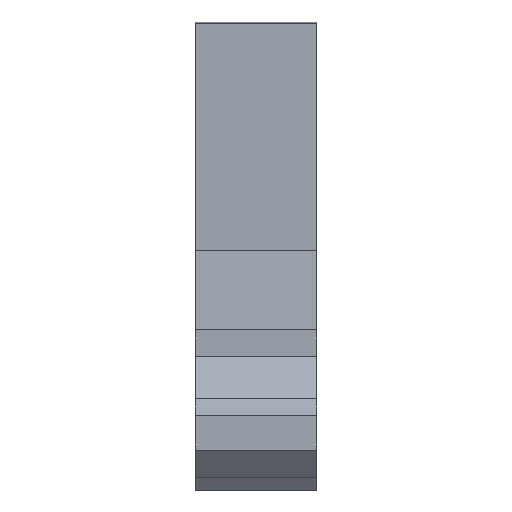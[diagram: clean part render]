
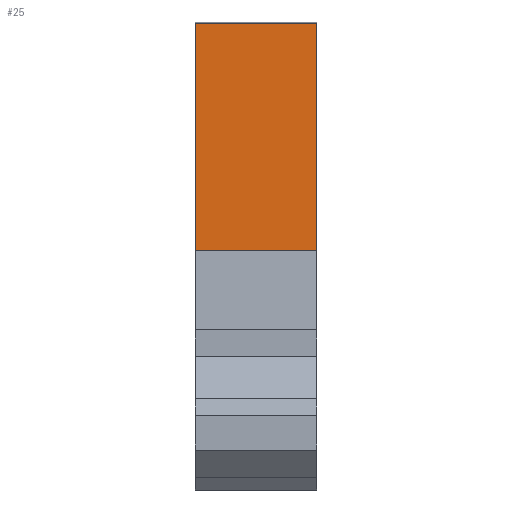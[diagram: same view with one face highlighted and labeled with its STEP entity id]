
A CAD part, top view. The second image highlights one B-rep face of the part: STEP entity #25.
In plain terms, the highlighted free-form (B-spline) face has degree [1, 1] with [2, 2] control points.
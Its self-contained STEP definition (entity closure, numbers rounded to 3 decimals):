
#25=ADVANCED_FACE('',(#45),#553,.T.);
#45=FACE_OUTER_BOUND('',#65,.T.);
#65=EDGE_LOOP('',(#100,#101,#102,#103));
#100=ORIENTED_EDGE('',*,*,#474,.T.);
#101=ORIENTED_EDGE('',*,*,#475,.T.);
#102=ORIENTED_EDGE('',*,*,#476,.T.);
#103=ORIENTED_EDGE('',*,*,#472,.F.);
#205=PCURVE('',#552,#313);
#208=PCURVE('',#553,#316);
#209=PCURVE('',#553,#317);
#210=PCURVE('',#553,#318);
#211=PCURVE('',#553,#319);
#215=PCURVE('',#554,#323);
#265=PCURVE('',#566,#373);
#290=PCURVE('',#567,#398);
#313=DEFINITIONAL_REPRESENTATION('',(#625),#1314);
#316=DEFINITIONAL_REPRESENTATION('',(#630),#1314);
#317=DEFINITIONAL_REPRESENTATION('',(#632),#1314);
#318=DEFINITIONAL_REPRESENTATION('',(#634),#1314);
#319=DEFINITIONAL_REPRESENTATION('',(#635),#1314);
#323=DEFINITIONAL_REPRESENTATION('',(#642),#1314);
#373=DEFINITIONAL_REPRESENTATION('',(#724),#1314);
#398=DEFINITIONAL_REPRESENTATION('',(#749),#1314);
#418=SURFACE_CURVE('',#624,(#205,#211),.PCURVE_S1.);
#420=SURFACE_CURVE('',#629,(#208,#290),.PCURVE_S1.);
#421=SURFACE_CURVE('',#631,(#209,#215),.PCURVE_S1.);
#422=SURFACE_CURVE('',#633,(#210,#265),.PCURVE_S1.);
#472=EDGE_CURVE('',#522,#523,#418,.T.);
#474=EDGE_CURVE('',#522,#524,#420,.T.);
#475=EDGE_CURVE('',#524,#525,#421,.T.);
#476=EDGE_CURVE('',#525,#523,#422,.T.);
#522=VERTEX_POINT('',#898);
#523=VERTEX_POINT('',#899);
#524=VERTEX_POINT('',#900);
#525=VERTEX_POINT('',#901);
#552=B_SPLINE_SURFACE_WITH_KNOTS('',1,1,((#824,#825),(#826,#827)),
 .UNSPECIFIED.,.F.,.F.,.F.,(2,2),(2,2),(11.431,29.623),
(-31.9,2.9),.UNSPECIFIED.);
#553=B_SPLINE_SURFACE_WITH_KNOTS('',1,1,((#828,#829),(#830,#831)),
 .UNSPECIFIED.,.F.,.F.,.F.,(2,2),(2,2),(-31.9,2.9),(18.757,
83.8),.UNSPECIFIED.);
#554=B_SPLINE_SURFACE_WITH_KNOTS('',1,1,((#832,#833),(#834,#835)),
 .UNSPECIFIED.,.F.,.F.,.F.,(2,2),(2,2),(-24.38,-1.649),
(-31.9,2.9),.UNSPECIFIED.);
#566=B_SPLINE_SURFACE_WITH_KNOTS('',1,1,((#880,#881),(#882,#883)),
 .UNSPECIFIED.,.F.,.F.,.F.,(2,2),(2,2),(-53.303,100.873),
(-44.025,90.005),.UNSPECIFIED.);
#567=B_SPLINE_SURFACE_WITH_KNOTS('',1,1,((#884,#885),(#886,#887)),
 .UNSPECIFIED.,.F.,.F.,.F.,(2,2),(2,2),(-44.025,90.005),
(-53.303,100.873),.UNSPECIFIED.);
#624=B_SPLINE_CURVE_WITH_KNOTS('',1,(#1004,#1005),.UNSPECIFIED.,.F.,.F.,
(2,2),(0.,29.),.UNSPECIFIED.);
#625=B_SPLINE_CURVE_WITH_KNOTS('',1,(#1006,#1007),.UNSPECIFIED.,.F.,.F.,
(2,2),(0.,29.),.UNSPECIFIED.);
#629=B_SPLINE_CURVE_WITH_KNOTS('',1,(#1014,#1015),.UNSPECIFIED.,.F.,.F.,
(2,2),(0.,54.202),.UNSPECIFIED.);
#630=B_SPLINE_CURVE_WITH_KNOTS('',1,(#1016,#1017),.UNSPECIFIED.,.F.,.F.,
(2,2),(0.,54.202),.UNSPECIFIED.);
#631=B_SPLINE_CURVE_WITH_KNOTS('',1,(#1018,#1019),.UNSPECIFIED.,.F.,.F.,
(2,2),(0.,29.),.UNSPECIFIED.);
#632=B_SPLINE_CURVE_WITH_KNOTS('',1,(#1020,#1021),.UNSPECIFIED.,.F.,.F.,
(2,2),(0.,29.),.UNSPECIFIED.);
#633=B_SPLINE_CURVE_WITH_KNOTS('',1,(#1022,#1023),.UNSPECIFIED.,.F.,.F.,
(2,2),(0.,54.202),.UNSPECIFIED.);
#634=B_SPLINE_CURVE_WITH_KNOTS('',1,(#1024,#1025),.UNSPECIFIED.,.F.,.F.,
(2,2),(0.,54.202),.UNSPECIFIED.);
#635=B_SPLINE_CURVE_WITH_KNOTS('',1,(#1026,#1027),.UNSPECIFIED.,.F.,.F.,
(2,2),(0.,29.),.UNSPECIFIED.);
#642=B_SPLINE_CURVE_WITH_KNOTS('',1,(#1040,#1041),.UNSPECIFIED.,.F.,.F.,
(2,2),(0.,29.),.UNSPECIFIED.);
#724=B_SPLINE_CURVE_WITH_KNOTS('',1,(#1227,#1228),.UNSPECIFIED.,.F.,.F.,
(2,2),(0.,54.202),.UNSPECIFIED.);
#749=B_SPLINE_CURVE_WITH_KNOTS('',1,(#1277,#1278),.UNSPECIFIED.,.F.,.F.,
(2,2),(0.,54.202),.UNSPECIFIED.);
#824=CARTESIAN_POINT('',(-2.9,77.172,5.859));
#825=CARTESIAN_POINT('',(31.9,77.172,5.859));
#826=CARTESIAN_POINT('',(-2.9,78.489,24.003));
#827=CARTESIAN_POINT('',(31.9,78.489,24.003));
#828=CARTESIAN_POINT('',(-2.9,18.757,22.491));
#829=CARTESIAN_POINT('',(-2.9,83.8,22.491));
#830=CARTESIAN_POINT('',(31.9,18.757,22.491));
#831=CARTESIAN_POINT('',(31.9,83.8,22.491));
#832=CARTESIAN_POINT('',(-2.9,26.067,22.353));
#833=CARTESIAN_POINT('',(31.9,26.067,22.353));
#834=CARTESIAN_POINT('',(-2.9,3.396,23.999));
#835=CARTESIAN_POINT('',(31.9,3.396,23.999));
#880=CARTESIAN_POINT('',(29.,-44.025,53.303));
#881=CARTESIAN_POINT('',(29.,90.005,53.303));
#882=CARTESIAN_POINT('',(29.,-44.025,-100.873));
#883=CARTESIAN_POINT('',(29.,90.005,-100.873));
#884=CARTESIAN_POINT('',(0.,-44.025,53.303));
#885=CARTESIAN_POINT('',(0.,-44.025,-100.873));
#886=CARTESIAN_POINT('',(0.,90.005,53.303));
#887=CARTESIAN_POINT('',(0.,90.005,-100.873));
#898=CARTESIAN_POINT('',(0.,78.379,22.491));
#899=CARTESIAN_POINT('',(29.,78.379,22.491));
#900=CARTESIAN_POINT('',(0.,24.177,22.491));
#901=CARTESIAN_POINT('',(29.,24.177,22.491));
#1004=CARTESIAN_POINT('',(0.,78.379,22.491));
#1005=CARTESIAN_POINT('',(29.,78.379,22.491));
#1006=CARTESIAN_POINT('',(28.107,-29.));
#1007=CARTESIAN_POINT('',(28.107,0.));
#1014=CARTESIAN_POINT('',(0.,78.379,22.491));
#1015=CARTESIAN_POINT('',(0.,24.177,22.491));
#1016=CARTESIAN_POINT('',(-29.,78.379));
#1017=CARTESIAN_POINT('',(-29.,24.177));
#1018=CARTESIAN_POINT('',(0.,24.177,22.491));
#1019=CARTESIAN_POINT('',(29.,24.177,22.491));
#1020=CARTESIAN_POINT('',(-29.,24.177));
#1021=CARTESIAN_POINT('',(0.,24.177));
#1022=CARTESIAN_POINT('',(29.,24.177,22.491));
#1023=CARTESIAN_POINT('',(29.,78.379,22.491));
#1024=CARTESIAN_POINT('',(0.,24.177));
#1025=CARTESIAN_POINT('',(0.,78.379));
#1026=CARTESIAN_POINT('',(-29.,78.379));
#1027=CARTESIAN_POINT('',(0.,78.379));
#1040=CARTESIAN_POINT('',(-22.485,-29.));
#1041=CARTESIAN_POINT('',(-22.485,0.));
#1227=CARTESIAN_POINT('',(-22.491,24.177));
#1228=CARTESIAN_POINT('',(-22.491,78.379));
#1277=CARTESIAN_POINT('',(78.379,-22.491));
#1278=CARTESIAN_POINT('',(24.177,-22.491));
#1314=(
GEOMETRIC_REPRESENTATION_CONTEXT(2)
PARAMETRIC_REPRESENTATION_CONTEXT()
REPRESENTATION_CONTEXT('pspace','')
);
